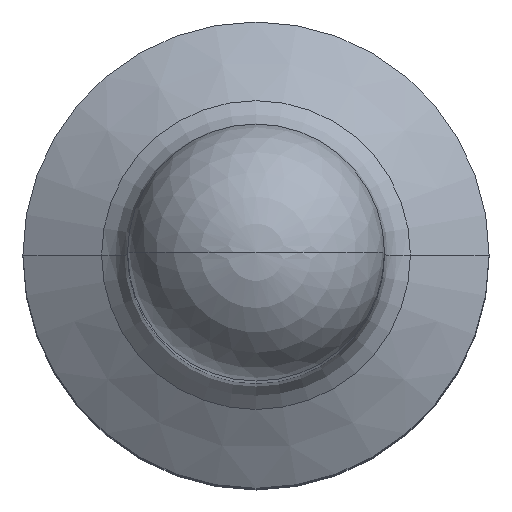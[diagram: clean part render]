
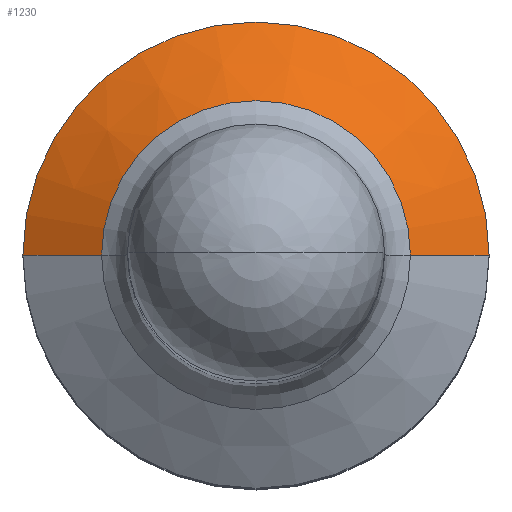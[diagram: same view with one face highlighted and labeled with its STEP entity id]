
A CAD part, top view. The second image highlights one B-rep face of the part: STEP entity #1230.
In plain terms, the highlighted conical face has half-angle 60 degrees and reference radius 1.49 mm.
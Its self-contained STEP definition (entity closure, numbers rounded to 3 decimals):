
#600=CARTESIAN_POINT('',(32.098,74.596,-6.6));
#610=VERTEX_POINT('',#600);
#640=CARTESIAN_POINT('',(33.588,74.596,-6.6));
#650=DIRECTION('',(0.,1.,0.));
#660=DIRECTION('',(1.,0.,0.));
#670=AXIS2_PLACEMENT_3D('',#640,#650,#660);
#680=CIRCLE('',#670,1.49);
#690=CARTESIAN_POINT('',(35.078,74.596,-6.6));
#700=VERTEX_POINT('',#690);
#910=CARTESIAN_POINT('',(33.588,74.596,-6.6));
#920=DIRECTION('',(0.,-1.,0.));
#930=DIRECTION('',(-1.,-0.,0.));
#940=AXIS2_PLACEMENT_3D('',#910,#920,#930);
#950=CONICAL_SURFACE('',#940,1.49,1.047);
#960=CARTESIAN_POINT('',(35.078,74.596,-6.6));
#970=DIRECTION('',(0.866,-0.5,0.));
#980=VECTOR('',#970,1.721);
#990=LINE('',#960,#980);
#1000=CARTESIAN_POINT('',(35.838,74.157,-6.6));
#1010=VERTEX_POINT('',#1000);
#1020=EDGE_CURVE('',#700,#1010,#990,.T.);
#1030=ORIENTED_EDGE('',*,*,#1020,.F.);
#1040=CARTESIAN_POINT('',(33.588,74.157,-6.6));
#1050=DIRECTION('',(0.,-1.,0.));
#1060=DIRECTION('',(-1.,0.,0.));
#1070=AXIS2_PLACEMENT_3D('',#1040,#1050,#1060);
#1080=CIRCLE('',#1070,2.25);
#1090=CARTESIAN_POINT('',(31.338,74.157,-6.6));
#1100=VERTEX_POINT('',#1090);
#1110=EDGE_CURVE('',#1010,#1100,#1080,.T.);
#1120=ORIENTED_EDGE('',*,*,#1110,.F.);
#1130=CARTESIAN_POINT('',(32.098,74.596,-6.6))
;
#1140=DIRECTION('',(-0.866,-0.5,
0.));
#1150=VECTOR('',#1140,1.721);
#1160=LINE('',#1130,#1150);
#1170=EDGE_CURVE('',#610,#1100,#1160,.T.);
#1180=ORIENTED_EDGE('',*,*,#1170,.T.);
#1190=EDGE_CURVE('',#610,#700,#680,.T.);
#1200=ORIENTED_EDGE('',*,*,#1190,.F.);
#1210=EDGE_LOOP('',(#1200,#1180,#1120,#1030));
#1220=FACE_OUTER_BOUND('',#1210,.T.);
#1230=ADVANCED_FACE('',(#1220),#950,.T.);
